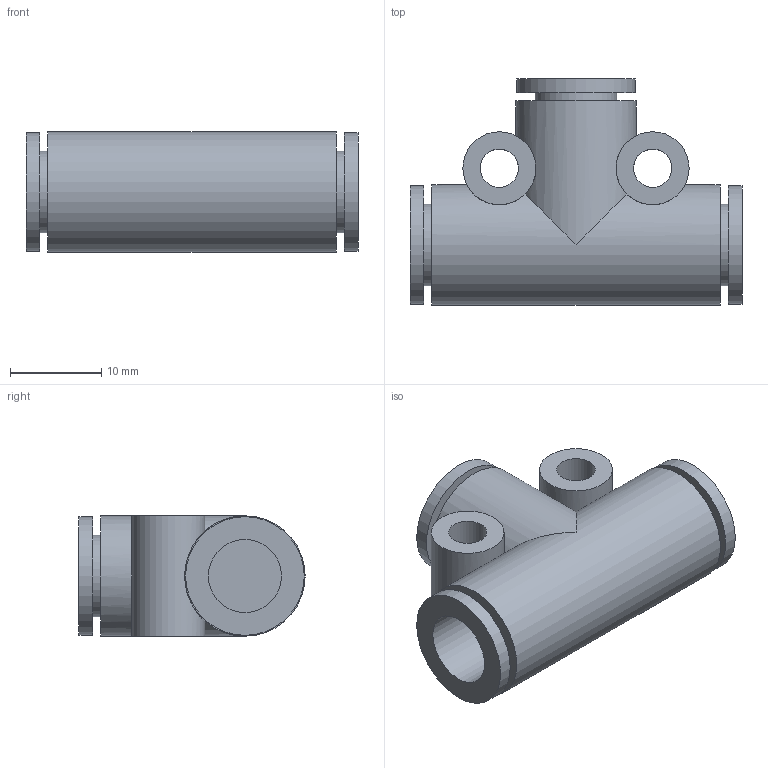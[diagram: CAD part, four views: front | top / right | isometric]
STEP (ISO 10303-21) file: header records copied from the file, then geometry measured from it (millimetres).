
FILE_DESCRIPTION( ( 'STEP AP214' ), '1' );
FILE_NAME( 'KQ2T08-00A.stp', '2020-03-19T10:58:30', ( 'License CC BY-ND 4.0' ), ( 'CADENAS' ), ' ', 'PARTsolutions', ' ' );
FILE_SCHEMA( ( 'AUTOMOTIVE_DESIGN { 1 0 10303 214 1 1 1 1 }' ) );
Length unit declared in the file: millimetre
Products named in the file (1): _KQ2T08-00A
Bounding box: 36.4 x 24.8 x 13.2 mm (x, y, z)
Volume: 5047.2 mm3; surface area: 4459.4 mm2
Topology: 1 solids, 1 shells, 31 faces, 56 edges, 37 vertices
Faces by surface type: plane 16, cylinder 15
Full cylindrical faces by diameter (mm): 4.2 x2, 8 x5, 8.95 x3, 13 x3, 13.2 x2
Entity records: 1182 total; most frequent: CARTESIAN_POINT 350, DIRECTION 130, ORIENTED_EDGE 74, AXIS2_PLACEMENT_3D 65, EDGE_LOOP 62, FACE_OUTER_BOUND 46, EDGE_CURVE 37, VERTEX_POINT 35
